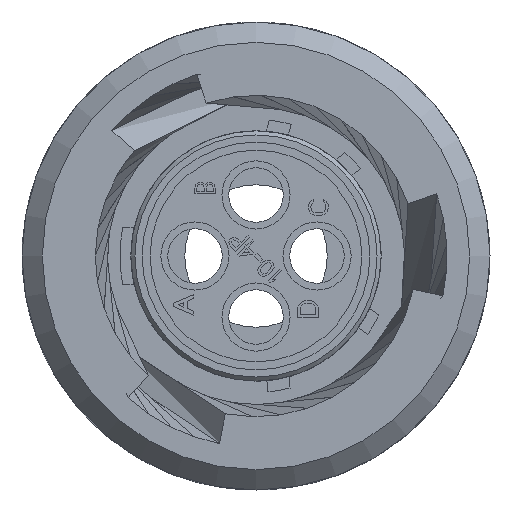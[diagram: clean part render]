
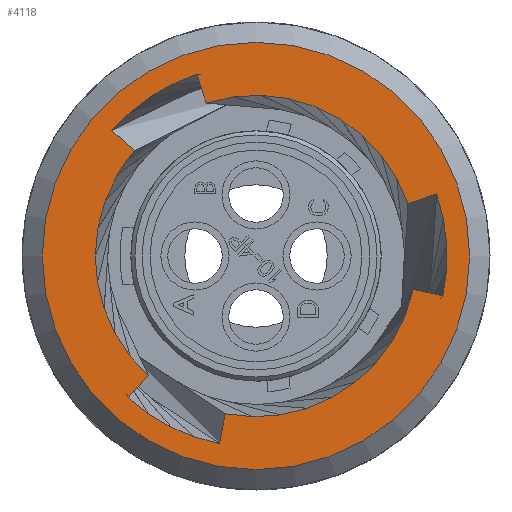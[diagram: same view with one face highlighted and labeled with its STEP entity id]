
A CAD part, left-side view. The second image highlights one B-rep face of the part: STEP entity #4118.
In plain terms, the highlighted planar face has unit normal (-1, 0, 0).
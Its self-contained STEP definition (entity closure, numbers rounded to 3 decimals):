
#151=LINE('',#6404,#548);
#152=LINE('',#6409,#549);
#153=LINE('',#6413,#550);
#154=LINE('',#6417,#551);
#155=LINE('',#6421,#552);
#156=LINE('',#6425,#553);
#548=VECTOR('',#4996,1000.);
#549=VECTOR('',#4999,1000.);
#550=VECTOR('',#5002,1000.);
#551=VECTOR('',#5005,1000.);
#552=VECTOR('',#5008,1000.);
#553=VECTOR('',#5011,1000.);
#892=PLANE('',#4441);
#1072=B_SPLINE_CURVE_WITH_KNOTS('',3,(#6429,#6430,#6431,#6432),
 .UNSPECIFIED.,.F.,.F.,(4,4),(0.,1.),.UNSPECIFIED.);
#1226=ORIENTED_EDGE('',*,*,#2398,.F.);
#1227=ORIENTED_EDGE('',*,*,#2399,.T.);
#1228=ORIENTED_EDGE('',*,*,#2400,.T.);
#1229=ORIENTED_EDGE('',*,*,#2401,.T.);
#1230=ORIENTED_EDGE('',*,*,#2402,.T.);
#1231=ORIENTED_EDGE('',*,*,#2403,.T.);
#1232=ORIENTED_EDGE('',*,*,#2404,.T.);
#1233=ORIENTED_EDGE('',*,*,#2405,.T.);
#1234=ORIENTED_EDGE('',*,*,#2406,.T.);
#1235=ORIENTED_EDGE('',*,*,#2407,.T.);
#1236=ORIENTED_EDGE('',*,*,#2408,.T.);
#1237=ORIENTED_EDGE('',*,*,#2409,.T.);
#1238=ORIENTED_EDGE('',*,*,#2410,.T.);
#1239=ORIENTED_EDGE('',*,*,#2411,.T.);
#2398=EDGE_CURVE('',#2972,#2972,#3335,.T.);
#2399=EDGE_CURVE('',#2973,#2974,#151,.T.);
#2400=EDGE_CURVE('',#2974,#2975,#3336,.T.);
#2401=EDGE_CURVE('',#2975,#2976,#152,.T.);
#2402=EDGE_CURVE('',#2976,#2977,#3337,.T.);
#2403=EDGE_CURVE('',#2977,#2978,#153,.T.);
#2404=EDGE_CURVE('',#2978,#2979,#3338,.T.);
#2405=EDGE_CURVE('',#2979,#2980,#154,.T.);
#2406=EDGE_CURVE('',#2980,#2981,#3339,.T.);
#2407=EDGE_CURVE('',#2981,#2982,#155,.T.);
#2408=EDGE_CURVE('',#2982,#2983,#3340,.T.);
#2409=EDGE_CURVE('',#2983,#2984,#156,.T.);
#2410=EDGE_CURVE('',#2984,#2985,#3341,.T.);
#2411=EDGE_CURVE('',#2985,#2973,#1072,.T.);
#2972=VERTEX_POINT('',#6403);
#2973=VERTEX_POINT('',#6405);
#2974=VERTEX_POINT('',#6406);
#2975=VERTEX_POINT('',#6408);
#2976=VERTEX_POINT('',#6410);
#2977=VERTEX_POINT('',#6412);
#2978=VERTEX_POINT('',#6414);
#2979=VERTEX_POINT('',#6416);
#2980=VERTEX_POINT('',#6418);
#2981=VERTEX_POINT('',#6420);
#2982=VERTEX_POINT('',#6422);
#2983=VERTEX_POINT('',#6424);
#2984=VERTEX_POINT('',#6426);
#2985=VERTEX_POINT('',#6428);
#3335=CIRCLE('',#4442,10.5);
#3336=CIRCLE('',#4443,9.39);
#3337=CIRCLE('',#4444,7.9);
#3338=CIRCLE('',#4445,9.39);
#3339=CIRCLE('',#4446,7.9);
#3340=CIRCLE('',#4447,9.39);
#3341=CIRCLE('',#4448,7.9);
#3478=EDGE_LOOP('',(#1226));
#3479=EDGE_LOOP('',(#1227,#1228,#1229,#1230,#1231,#1232,#1233,#1234,#1235,
#1236,#1237,#1238,#1239));
#3799=FACE_BOUND('',#3478,.T.);
#3800=FACE_BOUND('',#3479,.T.);
#4118=ADVANCED_FACE('',(#3799,#3800),#892,.F.);
#4441=AXIS2_PLACEMENT_3D('',#6401,#4992,#4993);
#4442=AXIS2_PLACEMENT_3D('',#6402,#4994,#4995);
#4443=AXIS2_PLACEMENT_3D('',#6407,#4997,#4998);
#4444=AXIS2_PLACEMENT_3D('',#6411,#5000,#5001);
#4445=AXIS2_PLACEMENT_3D('',#6415,#5003,#5004);
#4446=AXIS2_PLACEMENT_3D('',#6419,#5006,#5007);
#4447=AXIS2_PLACEMENT_3D('',#6423,#5009,#5010);
#4448=AXIS2_PLACEMENT_3D('',#6427,#5012,#5013);
#4992=DIRECTION('',(1.,0.,0.));
#4993=DIRECTION('',(0.,0.,-1.));
#4994=DIRECTION('',(1.,0.,0.));
#4995=DIRECTION('',(0.,0.,-1.));
#4996=DIRECTION('',(0.,0.755,0.656));
#4997=DIRECTION('',(1.,0.,0.));
#4998=DIRECTION('',(0.,0.,-1.));
#4999=DIRECTION('',(0.,-0.309,-0.951));
#5000=DIRECTION('',(1.,0.,0.));
#5001=DIRECTION('',(0.,0.,-1.));
#5002=DIRECTION('',(0.,-0.946,0.326));
#5003=DIRECTION('',(1.,0.,0.));
#5004=DIRECTION('',(0.,0.,-1.));
#5005=DIRECTION('',(0.,0.978,0.208));
#5006=DIRECTION('',(1.,0.,0.));
#5007=DIRECTION('',(0.,0.,-1.));
#5008=DIRECTION('',(0.,0.191,-0.982));
#5009=DIRECTION('',(1.,0.,0.));
#5010=DIRECTION('',(0.,0.,-1.));
#5011=DIRECTION('',(0.,-0.669,0.743));
#5012=DIRECTION('',(1.,0.,0.));
#5013=DIRECTION('',(0.,0.,-1.));
#6401=CARTESIAN_POINT('',(0.,0.,0.));
#6402=CARTESIAN_POINT('',(0.,0.,0.));
#6403=CARTESIAN_POINT('',(0.,0.,-10.5));
#6404=CARTESIAN_POINT('',(0.,5.962,5.183));
#6405=CARTESIAN_POINT('',(0.,5.962,5.183));
#6406=CARTESIAN_POINT('',(0.,7.087,6.16));
#6407=CARTESIAN_POINT('',(0.,0.,0.));
#6408=CARTESIAN_POINT('',(0.,2.902,8.93));
#6409=CARTESIAN_POINT('',(0.,2.902,8.93));
#6410=CARTESIAN_POINT('',(0.,2.441,7.513));
#6411=CARTESIAN_POINT('',(0.,0.,0.));
#6412=CARTESIAN_POINT('',(0.,-7.47,2.572));
#6413=CARTESIAN_POINT('',(0.,-7.47,2.572));
#6414=CARTESIAN_POINT('',(0.,-8.878,3.057));
#6415=CARTESIAN_POINT('',(0.,0.,0.));
#6416=CARTESIAN_POINT('',(0.,-9.185,-1.952));
#6417=CARTESIAN_POINT('',(0.,-9.185,-1.952));
#6418=CARTESIAN_POINT('',(0.,-7.727,-1.643));
#6419=CARTESIAN_POINT('',(0.,0.,0.));
#6420=CARTESIAN_POINT('',(0.,1.507,-7.755));
#6421=CARTESIAN_POINT('',(0.,1.507,-7.755));
#6422=CARTESIAN_POINT('',(0.,1.792,-9.217));
#6423=CARTESIAN_POINT('',(0.,0.,0.));
#6424=CARTESIAN_POINT('',(0.,6.283,-6.978));
#6425=CARTESIAN_POINT('',(0.,6.283,-6.978));
#6426=CARTESIAN_POINT('',(0.,5.286,-5.871));
#6427=CARTESIAN_POINT('',(0.,0.,0.));
#6428=CARTESIAN_POINT('',(0.,7.9,0.));
#6429=CARTESIAN_POINT('',(0.,7.899,0.));
#6430=CARTESIAN_POINT('',(0.,7.896,1.887));
#6431=CARTESIAN_POINT('',(0.,7.199,3.76));
#6432=CARTESIAN_POINT('',(0.,5.962,5.183));
